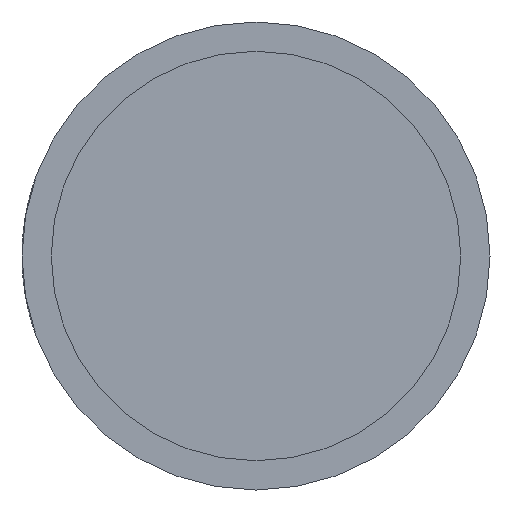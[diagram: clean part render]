
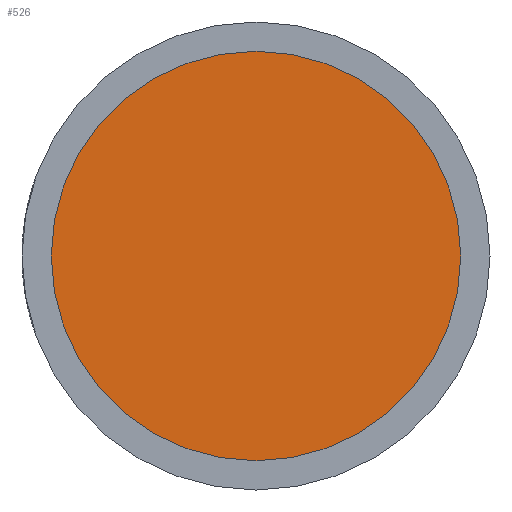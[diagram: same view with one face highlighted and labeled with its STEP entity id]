
A CAD part, front view. The second image highlights one B-rep face of the part: STEP entity #526.
In plain terms, the highlighted planar face has unit normal (0, -1, 0).
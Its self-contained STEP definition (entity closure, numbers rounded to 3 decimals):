
#55=CARTESIAN_POINT('',(0.,-39.009,0.));
#56=DIRECTION('',(0.,1.,0.));
#57=DIRECTION('',(1.,0.,0.));
#58=AXIS2_PLACEMENT_3D('',#55,#56,#57);
#63=CARTESIAN_POINT('',(0.,-39.009,0.));
#64=DIRECTION('',(0.,-1.,0.));
#65=DIRECTION('',(1.,0.,0.));
#66=AXIS2_PLACEMENT_3D('',#63,#64,#65);
#459=CARTESIAN_POINT('',(5.25,-39.009,0.));
#461=VERTEX_POINT('',#459);
#467=CARTESIAN_POINT('',(-5.25,-39.009,0.));
#469=VERTEX_POINT('',#467);
#515=CARTESIAN_POINT('',(0.,-39.009,0.));
#516=DIRECTION('',(0.,-1.,0.));
#517=DIRECTION('',(-1.,0.,0.));
#518=AXIS2_PLACEMENT_3D('',#515,#516,#517);
#519=PLANE('',#518);
#521=ORIENTED_EDGE('',*,*,#520,.T.);
#523=ORIENTED_EDGE('',*,*,#522,.F.);
#524=EDGE_LOOP('',(#521,#523));
#525=FACE_OUTER_BOUND('',#524,.F.);
#526=ADVANCED_FACE('',(#525),#519,.T.);
#59=CIRCLE('',#58,5.25);
#67=CIRCLE('',#66,5.25);
#520=EDGE_CURVE('',#461,#469,#59,.T.);
#522=EDGE_CURVE('',#461,#469,#67,.T.);
